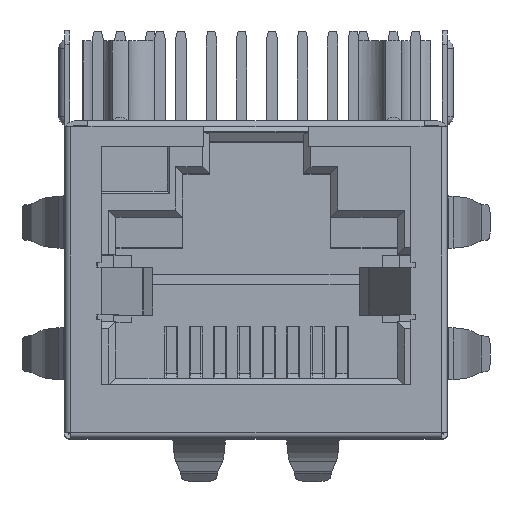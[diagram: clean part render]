
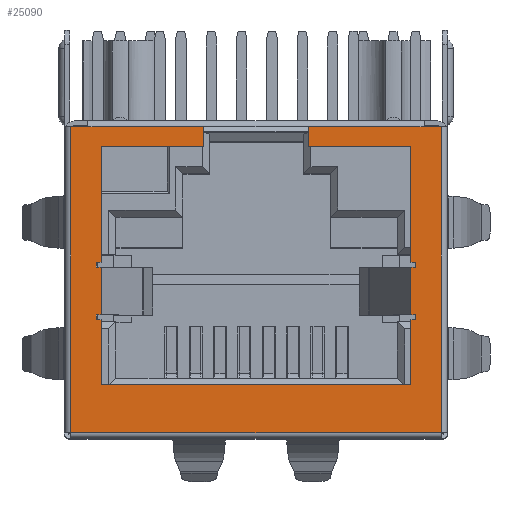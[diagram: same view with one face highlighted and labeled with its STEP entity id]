
A CAD part, top view. The second image highlights one B-rep face of the part: STEP entity #25090.
In plain terms, the highlighted planar face has unit normal (0, 0, 1).
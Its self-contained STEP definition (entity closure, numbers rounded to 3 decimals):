
#657=DIRECTION('',(-1.,0.,0.));
#658=VECTOR('',#657,12.96);
#659=CARTESIAN_POINT('',(6.45,-10.65,0.3));
#660=LINE('',#659,#658);
#665=DIRECTION('',(-1.,0.,0.));
#666=VECTOR('',#665,4.3);
#667=CARTESIAN_POINT('',(-2.21,-0.7,0.3));
#668=LINE('',#667,#666);
#669=DIRECTION('',(-1.,0.,0.));
#670=VECTOR('',#669,0.195);
#671=CARTESIAN_POINT('',(-6.51,-5.53,0.3));
#672=LINE('',#671,#670);
#673=DIRECTION('',(-1.,0.,0.));
#674=VECTOR('',#673,0.2);
#675=CARTESIAN_POINT('',(-6.505,-7.73,0.3));
#676=LINE('',#675,#674);
#677=DIRECTION('',(0.,1.,0.));
#678=VECTOR('',#677,2.72);
#679=CARTESIAN_POINT('',(6.45,-10.65,0.3));
#680=LINE('',#679,#678);
#681=DIRECTION('',(0.,1.,0.));
#682=VECTOR('',#681,0.2);
#683=CARTESIAN_POINT('',(6.645,-7.93,0.3));
#684=LINE('',#683,#682);
#685=DIRECTION('',(0.,1.,0.));
#686=VECTOR('',#685,2.);
#687=CARTESIAN_POINT('',(6.445,-7.73,0.3));
#688=LINE('',#687,#686);
#689=DIRECTION('',(0.,1.,0.));
#690=VECTOR('',#689,0.2);
#691=CARTESIAN_POINT('',(6.645,-5.73,0.3));
#692=LINE('',#691,#690);
#693=DIRECTION('',(-1.,0.,0.));
#694=VECTOR('',#693,0.195);
#695=CARTESIAN_POINT('',(6.645,-5.53,0.3));
#696=LINE('',#695,#694);
#697=DIRECTION('',(0.,1.,0.));
#698=VECTOR('',#697,4.83);
#699=CARTESIAN_POINT('',(6.45,-5.53,0.3));
#700=LINE('',#699,#698);
#701=DIRECTION('',(-1.,0.,0.));
#702=VECTOR('',#701,4.3);
#703=CARTESIAN_POINT('',(6.45,-0.7,0.3));
#704=LINE('',#703,#702);
#705=DIRECTION('',(0.,1.,0.));
#706=VECTOR('',#705,0.85);
#707=CARTESIAN_POINT('',(2.15,-0.7,0.3));
#708=LINE('',#707,#706);
#713=DIRECTION('',(1.,0.,0.));
#714=VECTOR('',#713,15.5);
#715=CARTESIAN_POINT('',(-7.78,-12.65,0.3));
#716=LINE('',#715,#714);
#1217=DIRECTION('',(0.,-1.,0.));
#1218=VECTOR('',#1217,12.8);
#1219=CARTESIAN_POINT('',(-7.78,0.15,0.3));
#1220=LINE('',#1219,#1218);
#1233=DIRECTION('',(-1.,0.,0.));
#1234=VECTOR('',#1233,0.72);
#1235=CARTESIAN_POINT('',(-7.06,0.15,0.3));
#1236=LINE('',#1235,#1234);
#1304=DIRECTION('',(-1.,0.,0.));
#1305=VECTOR('',#1304,4.85);
#1306=CARTESIAN_POINT('',(-2.21,0.15,0.3));
#1307=LINE('',#1306,#1305);
#1312=DIRECTION('',(-1.,0.,0.));
#1313=VECTOR('',#1312,4.85);
#1314=CARTESIAN_POINT('',(7.,0.15,0.3));
#1315=LINE('',#1314,#1313);
#1328=DIRECTION('',(0.,1.,0.));
#1329=VECTOR('',#1328,0.85);
#1330=CARTESIAN_POINT('',(-2.21,-0.7,0.3));
#1331=LINE('',#1330,#1329);
#1340=DIRECTION('',(0.,1.,0.));
#1341=VECTOR('',#1340,4.83);
#1342=CARTESIAN_POINT('',(-6.51,-5.53,0.3));
#1343=LINE('',#1342,#1341);
#1356=DIRECTION('',(0.,1.,0.));
#1357=VECTOR('',#1356,0.2);
#1358=CARTESIAN_POINT('',(-6.705,-5.73,0.3));
#1359=LINE('',#1358,#1357);
#1390=DIRECTION('',(-1.,0.,0.));
#1391=VECTOR('',#1390,0.2);
#1392=CARTESIAN_POINT('',(-6.505,-5.73,0.3));
#1393=LINE('',#1392,#1391);
#1460=DIRECTION('',(0.,1.,0.));
#1461=VECTOR('',#1460,2.);
#1462=CARTESIAN_POINT('',(-6.505,-7.73,0.3));
#1463=LINE('',#1462,#1461);
#1468=DIRECTION('',(0.,1.,0.));
#1469=VECTOR('',#1468,0.2);
#1470=CARTESIAN_POINT('',(-6.705,-7.93,0.3));
#1471=LINE('',#1470,#1469);
#1480=DIRECTION('',(-1.,0.,0.));
#1481=VECTOR('',#1480,0.195);
#1482=CARTESIAN_POINT('',(-6.51,-7.93,0.3));
#1483=LINE('',#1482,#1481);
#1496=DIRECTION('',(0.,1.,0.));
#1497=VECTOR('',#1496,2.72);
#1498=CARTESIAN_POINT('',(-6.51,-10.65,0.3));
#1499=LINE('',#1498,#1497);
#1541=DIRECTION('',(-1.,0.,0.));
#1542=VECTOR('',#1541,0.2);
#1543=CARTESIAN_POINT('',(6.645,-5.73,0.3));
#1544=LINE('',#1543,#1542);
#1608=DIRECTION('',(1.,0.,0.));
#1609=VECTOR('',#1608,0.2);
#1610=CARTESIAN_POINT('',(6.445,-7.73,0.3));
#1611=LINE('',#1610,#1609);
#1644=DIRECTION('',(-1.,0.,0.));
#1645=VECTOR('',#1644,0.195);
#1646=CARTESIAN_POINT('',(6.645,-7.93,0.3));
#1647=LINE('',#1646,#1645);
#1687=DIRECTION('',(-1.,0.,0.));
#1688=VECTOR('',#1687,0.72);
#1689=CARTESIAN_POINT('',(7.72,0.15,0.3));
#1690=LINE('',#1689,#1688);
#1993=DIRECTION('',(0.,1.,0.));
#1994=VECTOR('',#1993,12.8);
#1995=CARTESIAN_POINT('',(7.72,-12.65,0.3));
#1996=LINE('',#1995,#1994);
#23471=CARTESIAN_POINT('',(-7.78,-12.65,0.3));
#23472=VERTEX_POINT('',#23471);
#23475=CARTESIAN_POINT('',(7.72,-12.65,0.3));
#23476=VERTEX_POINT('',#23475);
#23477=CARTESIAN_POINT('',(-7.78,0.15,0.3));
#23478=VERTEX_POINT('',#23477);
#23479=CARTESIAN_POINT('',(-7.06,0.15,0.3));
#23480=VERTEX_POINT('',#23479);
#23481=CARTESIAN_POINT('',(-2.21,0.15,0.3));
#23482=VERTEX_POINT('',#23481);
#23483=CARTESIAN_POINT('',(-2.21,-0.7,0.3));
#23484=VERTEX_POINT('',#23483);
#23485=CARTESIAN_POINT('',(-6.51,-0.7,0.3));
#23486=VERTEX_POINT('',#23485);
#23487=CARTESIAN_POINT('',(-6.51,-5.53,0.3));
#23488=VERTEX_POINT('',#23487);
#23489=CARTESIAN_POINT('',(-6.705,-5.53,0.3));
#23490=VERTEX_POINT('',#23489);
#23491=CARTESIAN_POINT('',(-6.705,-5.73,0.3));
#23492=VERTEX_POINT('',#23491);
#23493=CARTESIAN_POINT('',(-6.505,-5.73,0.3));
#23494=VERTEX_POINT('',#23493);
#23495=CARTESIAN_POINT('',(-6.505,-7.73,0.3));
#23496=VERTEX_POINT('',#23495);
#23497=CARTESIAN_POINT('',(-6.705,-7.73,0.3));
#23498=VERTEX_POINT('',#23497);
#23499=CARTESIAN_POINT('',(-6.705,-7.93,0.3));
#23500=VERTEX_POINT('',#23499);
#23501=CARTESIAN_POINT('',(-6.51,-7.93,0.3));
#23502=VERTEX_POINT('',#23501);
#23503=CARTESIAN_POINT('',(-6.51,-10.65,0.3));
#23504=VERTEX_POINT('',#23503);
#23505=CARTESIAN_POINT('',(6.45,-10.65,0.3));
#23506=VERTEX_POINT('',#23505);
#23507=CARTESIAN_POINT('',(6.45,-7.93,0.3));
#23508=VERTEX_POINT('',#23507);
#23509=CARTESIAN_POINT('',(6.645,-7.93,0.3));
#23510=VERTEX_POINT('',#23509);
#23511=CARTESIAN_POINT('',(6.645,-7.73,0.3));
#23512=VERTEX_POINT('',#23511);
#23513=CARTESIAN_POINT('',(6.445,-7.73,0.3));
#23514=VERTEX_POINT('',#23513);
#23515=CARTESIAN_POINT('',(6.445,-5.73,0.3));
#23516=VERTEX_POINT('',#23515);
#23517=CARTESIAN_POINT('',(6.645,-5.73,0.3));
#23518=VERTEX_POINT('',#23517);
#23519=CARTESIAN_POINT('',(6.645,-5.53,0.3));
#23520=VERTEX_POINT('',#23519);
#23521=CARTESIAN_POINT('',(6.45,-5.53,0.3));
#23522=VERTEX_POINT('',#23521);
#23523=CARTESIAN_POINT('',(6.45,-0.7,0.3));
#23524=VERTEX_POINT('',#23523);
#23525=CARTESIAN_POINT('',(2.15,-0.7,0.3));
#23526=VERTEX_POINT('',#23525);
#23527=CARTESIAN_POINT('',(2.15,0.15,0.3));
#23528=VERTEX_POINT('',#23527);
#23529=CARTESIAN_POINT('',(7.,0.15,0.3));
#23530=VERTEX_POINT('',#23529);
#23531=CARTESIAN_POINT('',(7.72,0.15,0.3));
#23532=VERTEX_POINT('',#23531);
#25024=CARTESIAN_POINT('',(3.845,-6.25,0.3));
#25025=DIRECTION('',(0.,0.,1.));
#25026=DIRECTION('',(-1.,0.,0.));
#25027=AXIS2_PLACEMENT_3D('',#25024,#25025,#25026);
#25028=PLANE('',#25027);
#25030=ORIENTED_EDGE('',*,*,#25029,.F.);
#25032=ORIENTED_EDGE('',*,*,#25031,.F.);
#25034=ORIENTED_EDGE('',*,*,#25033,.F.);
#25036=ORIENTED_EDGE('',*,*,#25035,.F.);
#25038=ORIENTED_EDGE('',*,*,#25037,.F.);
#25040=ORIENTED_EDGE('',*,*,#25039,.T.);
#25042=ORIENTED_EDGE('',*,*,#25041,.F.);
#25044=ORIENTED_EDGE('',*,*,#25043,.T.);
#25046=ORIENTED_EDGE('',*,*,#25045,.F.);
#25048=ORIENTED_EDGE('',*,*,#25047,.F.);
#25050=ORIENTED_EDGE('',*,*,#25049,.F.);
#25052=ORIENTED_EDGE('',*,*,#25051,.T.);
#25054=ORIENTED_EDGE('',*,*,#25053,.F.);
#25056=ORIENTED_EDGE('',*,*,#25055,.F.);
#25058=ORIENTED_EDGE('',*,*,#25057,.F.);
#25059=ORIENTED_EDGE('',*,*,#25014,.F.);
#25061=ORIENTED_EDGE('',*,*,#25060,.T.);
#25063=ORIENTED_EDGE('',*,*,#25062,.F.);
#25065=ORIENTED_EDGE('',*,*,#25064,.T.);
#25067=ORIENTED_EDGE('',*,*,#25066,.F.);
#25069=ORIENTED_EDGE('',*,*,#25068,.T.);
#25071=ORIENTED_EDGE('',*,*,#25070,.F.);
#25073=ORIENTED_EDGE('',*,*,#25072,.T.);
#25075=ORIENTED_EDGE('',*,*,#25074,.T.);
#25077=ORIENTED_EDGE('',*,*,#25076,.T.);
#25079=ORIENTED_EDGE('',*,*,#25078,.T.);
#25081=ORIENTED_EDGE('',*,*,#25080,.T.);
#25083=ORIENTED_EDGE('',*,*,#25082,.F.);
#25085=ORIENTED_EDGE('',*,*,#25084,.F.);
#25087=ORIENTED_EDGE('',*,*,#25086,.F.);
#25088=EDGE_LOOP('',(#25030,#25032,#25034,#25036,#25038,#25040,#25042,#25044,
#25046,#25048,#25050,#25052,#25054,#25056,#25058,#25059,#25061,#25063,#25065,
#25067,#25069,#25071,#25073,#25075,#25077,#25079,#25081,#25083,#25085,#25087));
#25089=FACE_OUTER_BOUND('',#25088,.F.);
#25090=ADVANCED_FACE('',(#25089),#25028,.T.);
#25014=EDGE_CURVE('',#23506,#23504,#660,.T.);
#25029=EDGE_CURVE('',#23472,#23476,#716,.T.);
#25031=EDGE_CURVE('',#23478,#23472,#1220,.T.);
#25033=EDGE_CURVE('',#23480,#23478,#1236,.T.);
#25035=EDGE_CURVE('',#23482,#23480,#1307,.T.);
#25037=EDGE_CURVE('',#23484,#23482,#1331,.T.);
#25039=EDGE_CURVE('',#23484,#23486,#668,.T.);
#25041=EDGE_CURVE('',#23488,#23486,#1343,.T.);
#25043=EDGE_CURVE('',#23488,#23490,#672,.T.);
#25045=EDGE_CURVE('',#23492,#23490,#1359,.T.);
#25047=EDGE_CURVE('',#23494,#23492,#1393,.T.);
#25049=EDGE_CURVE('',#23496,#23494,#1463,.T.);
#25051=EDGE_CURVE('',#23496,#23498,#676,.T.);
#25053=EDGE_CURVE('',#23500,#23498,#1471,.T.);
#25055=EDGE_CURVE('',#23502,#23500,#1483,.T.);
#25057=EDGE_CURVE('',#23504,#23502,#1499,.T.);
#25060=EDGE_CURVE('',#23506,#23508,#680,.T.);
#25062=EDGE_CURVE('',#23510,#23508,#1647,.T.);
#25064=EDGE_CURVE('',#23510,#23512,#684,.T.);
#25066=EDGE_CURVE('',#23514,#23512,#1611,.T.);
#25068=EDGE_CURVE('',#23514,#23516,#688,.T.);
#25070=EDGE_CURVE('',#23518,#23516,#1544,.T.);
#25072=EDGE_CURVE('',#23518,#23520,#692,.T.);
#25074=EDGE_CURVE('',#23520,#23522,#696,.T.);
#25076=EDGE_CURVE('',#23522,#23524,#700,.T.);
#25078=EDGE_CURVE('',#23524,#23526,#704,.T.);
#25080=EDGE_CURVE('',#23526,#23528,#708,.T.);
#25082=EDGE_CURVE('',#23530,#23528,#1315,.T.);
#25084=EDGE_CURVE('',#23532,#23530,#1690,.T.);
#25086=EDGE_CURVE('',#23476,#23532,#1996,.T.);
